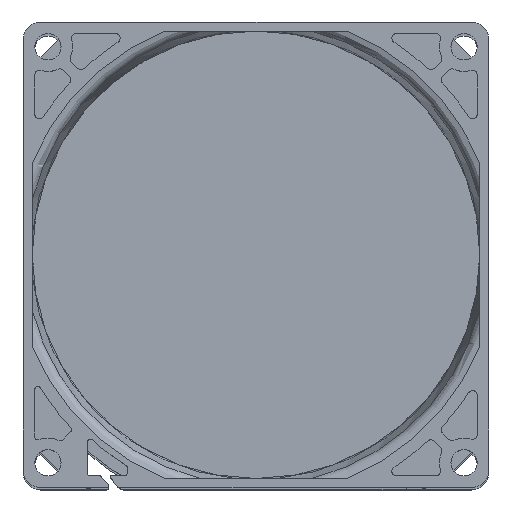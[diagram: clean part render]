
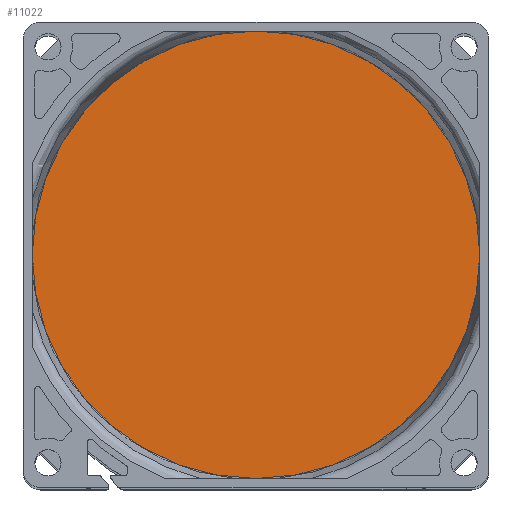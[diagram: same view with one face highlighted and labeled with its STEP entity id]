
A CAD part, top view. The second image highlights one B-rep face of the part: STEP entity #11022.
In plain terms, the highlighted planar face has unit normal (0, 0, 1).
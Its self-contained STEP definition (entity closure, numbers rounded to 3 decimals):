
#2634=CARTESIAN_POINT('',(0.,0.,29.));
#2635=DIRECTION('',(0.,0.,-1.));
#2636=DIRECTION('',(-1.,0.,0.));
#2637=AXIS2_PLACEMENT_3D('',#2634,#2635,#2636);
#2639=CARTESIAN_POINT('',(0.,0.,29.));
#2640=DIRECTION('',(0.,0.,-1.));
#2641=DIRECTION('',(1.,0.,0.));
#2642=AXIS2_PLACEMENT_3D('',#2639,#2640,#2641);
#8592=CARTESIAN_POINT('',(-38.45,0.,29.));
#8593=CARTESIAN_POINT('',(38.45,0.,29.));
#8594=VERTEX_POINT('',#8592);
#8595=VERTEX_POINT('',#8593);
#11013=CARTESIAN_POINT('',(0.,0.,29.));
#11014=DIRECTION('',(0.,0.,-1.));
#11015=DIRECTION('',(0.,-1.,0.));
#11016=AXIS2_PLACEMENT_3D('',#11013,#11014,#11015);
#11017=PLANE('',#11016);
#11018=ORIENTED_EDGE('',*,*,#11005,.T.);
#11019=ORIENTED_EDGE('',*,*,#10929,.T.);
#11020=EDGE_LOOP('',(#11018,#11019));
#11021=FACE_OUTER_BOUND('',#11020,.F.);
#11022=ADVANCED_FACE('',(#11021),#11017,.F.);
#2638=CIRCLE('',#2637,38.45);
#2643=CIRCLE('',#2642,38.45);
#10929=EDGE_CURVE('',#8595,#8594,#2643,.T.);
#11005=EDGE_CURVE('',#8594,#8595,#2638,.T.);
